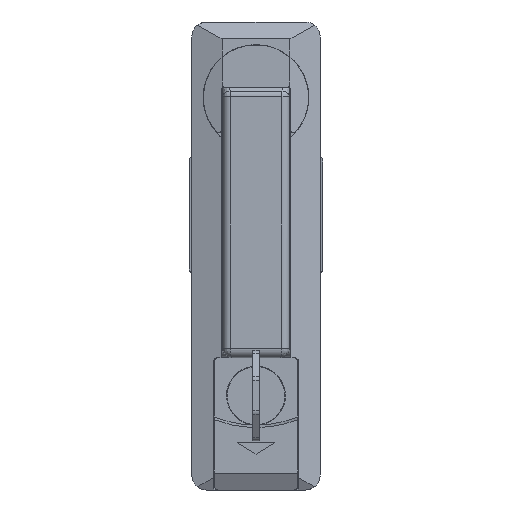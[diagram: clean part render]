
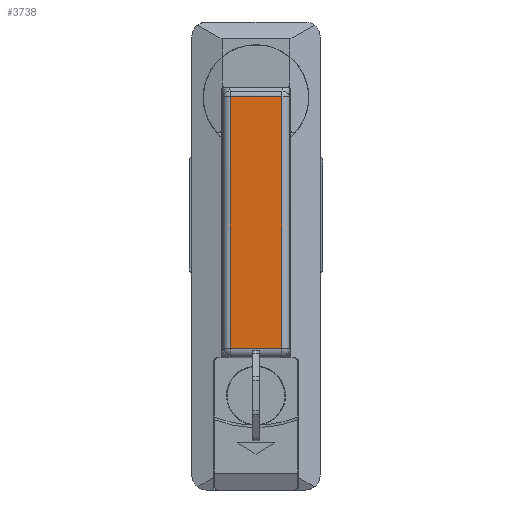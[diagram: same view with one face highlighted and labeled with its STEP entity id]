
A CAD part, front view. The second image highlights one B-rep face of the part: STEP entity #3738.
In plain terms, the highlighted free-form (B-spline) face has degree [1, 1] with [2, 2] control points.
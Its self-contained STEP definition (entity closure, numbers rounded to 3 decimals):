
#2227=CARTESIAN_POINT('',(-5.399,-6.85,-66.5));
#2228=VERTEX_POINT('',#2227);
#2316=CARTESIAN_POINT('',(-5.399,6.85,-66.5));
#2317=VERTEX_POINT('',#2316);
#2318=CARTESIAN_POINT('',(-5.399,6.85,-66.5));
#2319=CARTESIAN_POINT('',(-5.399,-6.85,-66.5));
#2320=QUASI_UNIFORM_CURVE('',1,(#2318,#2319),.UNSPECIFIED.,.F.,.U.);
#2321=EDGE_CURVE('',#2317,#2228,#2320,.T.);
#2514=CARTESIAN_POINT('',(-5.399,-6.85,0.257));
#2515=VERTEX_POINT('',#2514);
#2630=CARTESIAN_POINT('',(-5.399,6.85,0.257));
#2631=VERTEX_POINT('',#2630);
#2640=CARTESIAN_POINT('',(-5.399,-6.85,0.257));
#2641=CARTESIAN_POINT('',(-5.399,6.85,0.257));
#2642=QUASI_UNIFORM_CURVE('',1,(#2640,#2641),.UNSPECIFIED.,.F.,.U.);
#2643=EDGE_CURVE('',#2515,#2631,#2642,.T.);
#2668=CARTESIAN_POINT('',(-5.399,-6.85,-66.5));
#2669=CARTESIAN_POINT('',(-5.399,-6.85,0.257));
#2670=QUASI_UNIFORM_CURVE('',1,(#2668,#2669),.UNSPECIFIED.,.F.,.U.);
#2671=EDGE_CURVE('',#2228,#2515,#2670,.T.);
#2905=CARTESIAN_POINT('',(-5.399,6.85,0.257));
#2906=CARTESIAN_POINT('',(-5.399,6.85,-66.5));
#2907=QUASI_UNIFORM_CURVE('',1,(#2905,#2906),.UNSPECIFIED.,.F.,.U.);
#2908=EDGE_CURVE('',#2631,#2317,#2907,.T.);
#3727=CARTESIAN_POINT('',(-5.399,-7.534,3.592));
#3728=CARTESIAN_POINT('',(-5.399,-7.534,-69.835));
#3729=CARTESIAN_POINT('',(-5.399,7.534,3.592));
#3730=CARTESIAN_POINT('',(-5.399,7.534,-69.835));
#3731=B_SPLINE_SURFACE_WITH_KNOTS('',1,1,((#3727,#3729),(#3728,#3730)),.UNSPECIFIED.,.F.,.F.,.U.,(2,2),(2,2),(0.0,73.426),(0.0,15.069),.UNSPECIFIED.);
#3732=ORIENTED_EDGE('',*,*,#2908,.T.);
#3733=ORIENTED_EDGE('',*,*,#2321,.T.);
#3734=ORIENTED_EDGE('',*,*,#2671,.T.);
#3735=ORIENTED_EDGE('',*,*,#2643,.T.);
#3736=EDGE_LOOP('',(#3732,#3733,#3734,#3735));
#3737=FACE_OUTER_BOUND('',#3736,.T.);
#3738=ADVANCED_FACE('',(#3737),#3731,.F.);
